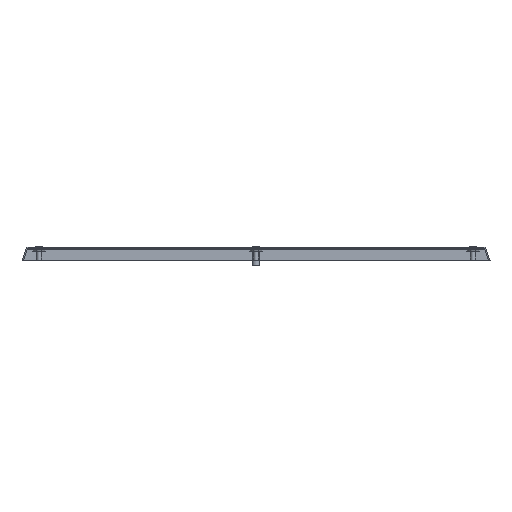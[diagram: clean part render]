
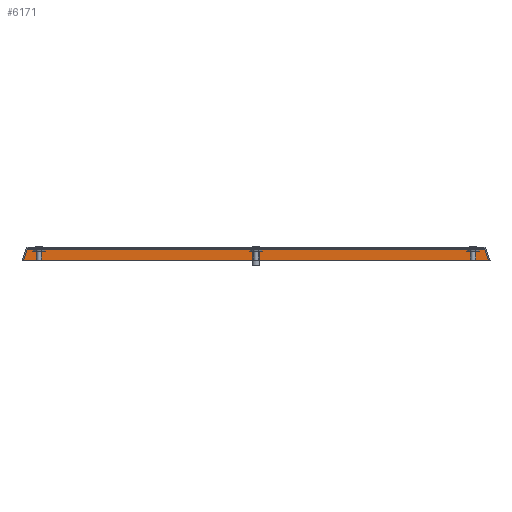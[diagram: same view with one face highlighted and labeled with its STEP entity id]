
A CAD part, front view. The second image highlights one B-rep face of the part: STEP entity #6171.
In plain terms, the highlighted planar face has unit normal (0, -1, 0).
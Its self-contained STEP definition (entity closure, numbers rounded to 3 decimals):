
#40 = CARTESIAN_POINT ( 'NONE',  ( 268.651, 900.4, -1.5 ) ) ;
#519 = VECTOR ( 'NONE', #3117, 1000. ) ;
#754 = EDGE_CURVE ( 'NONE', #6207, #3065, #2160, .T. ) ;
#828 = ORIENTED_EDGE ( 'NONE', *, *, #754, .F. ) ;
#1246 = ORIENTED_EDGE ( 'NONE', *, *, #2233, .F. ) ;
#1748 = AXIS2_PLACEMENT_3D ( 'NONE', #3466, #3555, #5901 ) ;
#1772 = CARTESIAN_POINT ( 'NONE',  ( 0., 900.4, -1.5 ) ) ;
#1811 = VECTOR ( 'NONE', #2084, 1000. ) ;
#1959 = CARTESIAN_POINT ( 'NONE',  ( -268.651, 900.4, -1.5 ) ) ;
#1960 = FACE_OUTER_BOUND ( 'NONE', #5896, .T. ) ;
#2084 = DIRECTION ( 'NONE',  ( 0.309, 0., 0.951 ) ) ;
#2160 = LINE ( 'NONE', #3144, #2279 ) ;
#2196 = VERTEX_POINT ( 'NONE', #1959 ) ;
#2233 = EDGE_CURVE ( 'NONE', #3065, #2196, #4914, .T. ) ;
#2279 = VECTOR ( 'NONE', #5564, 1000. ) ;
#2843 = CARTESIAN_POINT ( 'NONE',  ( -273.363, 900.4, -16. ) ) ;
#3065 = VERTEX_POINT ( 'NONE', #2843 ) ;
#3101 = CARTESIAN_POINT ( 'NONE',  ( -273.513, 900.4, -16.464 ) ) ;
#3117 = DIRECTION ( 'NONE',  ( -1., 0., 0. ) ) ;
#3144 = CARTESIAN_POINT ( 'NONE',  ( 0., 900.4, -16. ) ) ;
#3236 = ORIENTED_EDGE ( 'NONE', *, *, #4886, .T. ) ;
#3466 = CARTESIAN_POINT ( 'NONE',  ( -274.94, 900.4, -16. ) ) ;
#3555 = DIRECTION ( 'NONE',  ( 0., 1., 0. ) ) ;
#3986 = PLANE ( 'NONE',  #1748 ) ;
#3997 = CARTESIAN_POINT ( 'NONE',  ( 221.005, 900.4, 145.142 ) ) ;
#4401 = VECTOR ( 'NONE', #5441, 1000. ) ;
#4442 = CARTESIAN_POINT ( 'NONE',  ( 273.363, 900.4, -16. ) ) ;
#4451 = LINE ( 'NONE', #3997, #4401 ) ;
#4573 = ORIENTED_EDGE ( 'NONE', *, *, #5849, .F. ) ;
#4611 = LINE ( 'NONE', #1772, #519 ) ;
#4886 = EDGE_CURVE ( 'NONE', #5823, #2196, #4611, .T. ) ;
#4914 = LINE ( 'NONE', #3101, #1811 ) ;
#5441 = DIRECTION ( 'NONE',  ( 0.309, 0., -0.951 ) ) ;
#5564 = DIRECTION ( 'NONE',  ( -1., 0., 0. ) ) ;
#5823 = VERTEX_POINT ( 'NONE', #40 ) ;
#5849 = EDGE_CURVE ( 'NONE', #5823, #6207, #4451, .T. ) ;
#5896 = EDGE_LOOP ( 'NONE', ( #828, #4573, #3236, #1246 ) ) ;
#5901 = DIRECTION ( 'NONE',  ( 0., 0., 1. ) ) ;
#6171 = ADVANCED_FACE ( 'NONE', ( #1960 ), #3986, .F. ) ;
#6207 = VERTEX_POINT ( 'NONE', #4442 ) ;
